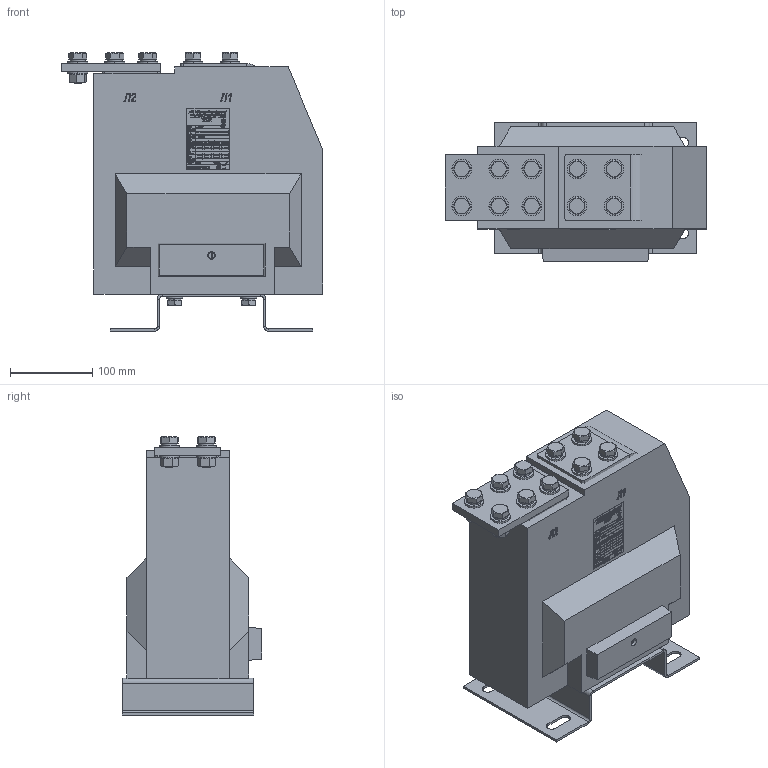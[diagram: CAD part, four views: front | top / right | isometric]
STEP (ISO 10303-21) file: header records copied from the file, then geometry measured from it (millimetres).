
FILE_DESCRIPTION (( 'STEP AP214' ), '1' );
FILE_NAME ('ﾒﾋﾊ-ﾑﾒ-10-ﾒﾂﾊ1 (1000ﾀ-1500ﾀ).STEP', '2023-06-27T11:01:19', ( '' ), ( '' ), 'SwSTEP 2.0', 'SolidWorks 2014', '' );
FILE_SCHEMA (( 'AUTOMOTIVE_DESIGN' ));
Length unit declared in the file: millimetre
Products named in the file (90): Áîëò ÃÎÑÒ 7798-70_10å20 ; Øàéáà ïðóæ. ÃÎÑÒ 6402-70; curved spring lock washer_din; Ãàéêà êë. À ÃÎÑÒ 5927-70; ÂÅÈÓ.301325.009 Îïîðà (ÒÂÊ1)_00; 鍔錓 襞旂 7798-70; ﾘ琺矜 DIN 125 ﾀ; hex screw gradec_din; Âèíò ïîòàé ÃÎÑÒ 17475-80_4å12; ÂÅÈÓ.735314.004 Êðûøêà çàùèòíàÿ_00; ÂÅÈÓ.757465.029  Íàêîíå÷íèê  (ÒÂÊ1); Ãàéêà êë. À ÃÎÑÒ 5927-70_12; ÂÅÈÓ.754312.182À Òàáëè÷êà òåõíè÷åñêèõ äàííûõ ÒËÊ-ÑÒ_; plain washer hardened grade a_din; Áîëò ÃÎÑÒ 7798-70_12å30; ﾘ琺矜 DIN 125 ﾀ_12.01.019; Øàéáà ïðóæ. ÃÎÑÒ 6402-70_12; ÂÅÈÓ.758472.007 Ãàéêà; plain washer hardened grade a_din_Washer DIN 125 - A 6.4 - 300HV; hex screw gradec_din_ISO 4018 - M6 x 12-NN; curved spring lock washer_din_Spring washer DIN 128 - A6; Çàëèâêà ÒÂÊ1_1000À-1500À; 屡扔.758472.007 绵殛郷-01; ﾒﾋﾊ-ﾑﾒ-10-ﾒﾂﾊ1 (1000ﾀ-1500ﾀ); Çàëèâêà ÒÂÊ1_1000À-1500À_00 2-å ®¡¬. 5-400€ ¬­®£®¢¨â.; ﾂﾅﾈﾓ.685527.015 ﾘ竟濱-01 (1000-1500); 屡扔.685527.015 罔磬; ÂÅÈÓ.757465.028 Íàêîíå÷íèê  (ÒÂÊ1)_-01; ÂÅÈÓ.757465.029  Íàêîíå÷íèê  (ÒÂÊ1)_00; ÂÅÈÓ.757465.028 Íàêîíå÷íèê  (ÒÂÊ1); ÂÅÈÓ.754312.182À Òàáëè÷êà òåõíè÷åñêèõ äàííûõ ÒËÊ-ÑÒ__-00; ÂÅÈÓ.301325.009 Îïîðà (ÒÂÊ1); Øàéáà ïðóæ. ÃÎÑÒ 6402-70_10; Âèíò ïîòàé ÃÎÑÒ 17475-80; ﾘ琺矜 DIN 125 ﾀ_10.01.019; ÂÅÈÓ.735314.004 Êðûøêà çàùèòíàÿ
Assembly tree (70 placements, depth 2):
  Øàéáà ïðóæ. ÃÎÑÒ 6402-70
  curved spring lock washer_din
  Ãàéêà êë. À ÃÎÑÒ 5927-70
  鍔錓 襞旂 7798-70
  ﾘ琺矜 DIN 125 ﾀ
Bounding box: 317.5 x 170 x 338 mm (x, y, z)
Volume: 9139350.1 mm3; surface area: 556490.7 mm2
Topology: 70 solids, 70 shells, 3845 faces, 9866 edges, 6484 vertices
Faces by surface type: plane 2283, bspline 997, cylinder 352, cone 193, torus 16, sphere 4
Entity records: 181220 total; most frequent: CARTESIAN_POINT 74855, ORIENTED_EDGE 17408, DIRECTION 11874, EDGE_CURVE 8704, VECTOR 6186, LINE 6186, VERTEX_POINT 5769, EDGE_LOOP 3687
